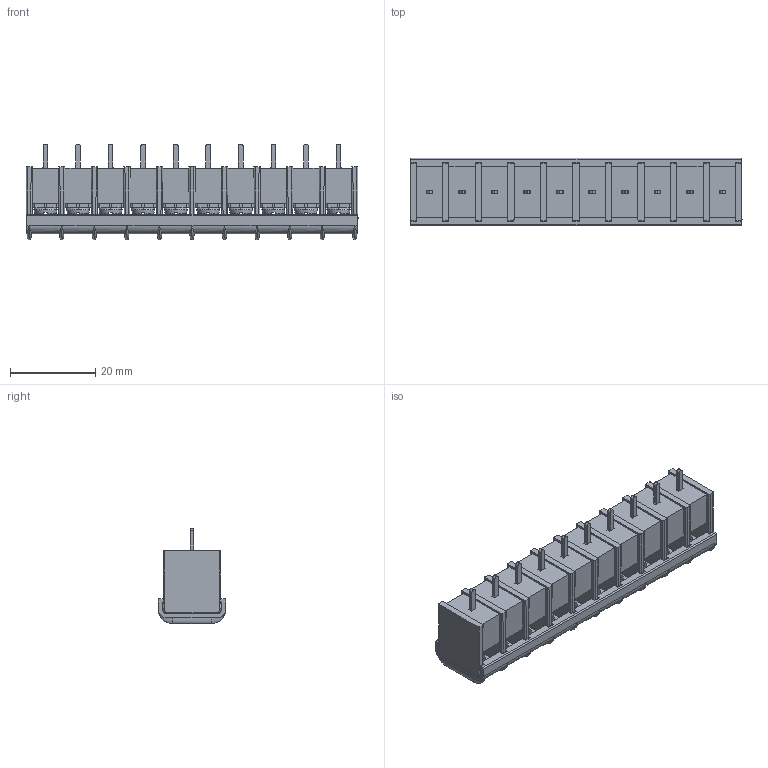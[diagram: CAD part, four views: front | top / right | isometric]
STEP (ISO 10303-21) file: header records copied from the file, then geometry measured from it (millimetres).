
FILE_DESCRIPTION( ('This file contains a STEP AP42 implementation' ,'as created by ZW3D STEP Interface translator.') ,'2;1' );
FILE_NAME( 'BH762-10SSNBNW01.stp' ,'231122.164212', (''), ('ZWCAD Software Co.'), 'Version 1.0', 'ZW3D to STEP translator', '' );
FILE_SCHEMA(('AUTOMOTIVE_DESIGN { 1 0 10303 214 1 1 1 1 }'));
Length unit declared in the file: millimetre
Products named in the file (9): 0; BH762-10SSNBNW01; _____MB030-2SXX01-SCROW_________8_1; _____MB030___________ASM_8_1; ____5_8_1; ____2_8_1; ____3_8_1; ____1_8_1; ____4_8_1
Assembly tree (25 placements, depth 3):
  0
  BH762-10SSNBNW01
    _____MB030-2SXX01-SCROW_________8_1  x10
    _____MB030___________ASM_8_1  x10
      ____5_8_1
      ____2_8_1
      ____3_8_1
      ____1_8_1
      ____4_8_1
Bounding box: 77.7 x 15.8 x 22.4 mm (x, y, z)
Volume: 11926 mm3; surface area: 11691 mm2
Topology: 61 solids, 61 shells, 1612 faces, 4355 edges, 2832 vertices
Faces by surface type: plane 750, cylinder 404, bspline 270, cone 120, torus 68
Full cylindrical faces by diameter (mm): 6.2 x10
Entity records: 38448 total; most frequent: CARTESIAN_POINT 12914, ORIENTED_EDGE 5614, DIRECTION 4459, EDGE_CURVE 2807, VERTEX_POINT 1806, VECTOR 1521, LINE 1521, AXIS2_PLACEMENT_3D 1469
